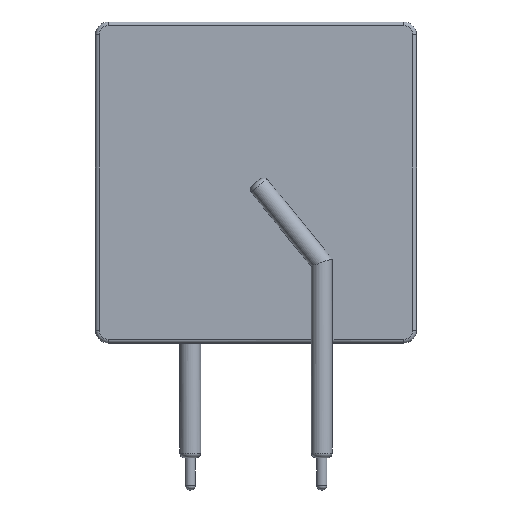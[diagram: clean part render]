
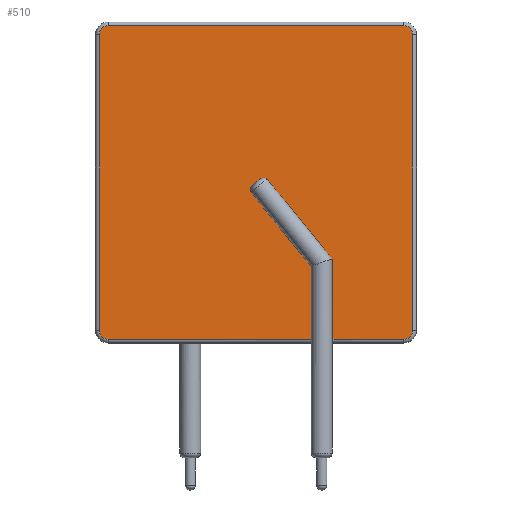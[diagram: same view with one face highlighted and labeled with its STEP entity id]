
A CAD part, front view. The second image highlights one B-rep face of the part: STEP entity #510.
In plain terms, the highlighted planar face has unit normal (0, -1, 0).
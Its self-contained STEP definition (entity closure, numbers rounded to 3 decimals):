
#128 = VERTEX_POINT('',#129);
#129 = CARTESIAN_POINT('',(17.265,-1.52,32.8));
#136 = EDGE_CURVE('',#128,#137,#139,.T.);
#137 = VERTEX_POINT('',#138);
#138 = CARTESIAN_POINT('',(17.265,-1.52,9.9));
#139 = LINE('',#140,#141);
#140 = CARTESIAN_POINT('',(17.265,-1.52,32.8));
#141 = VECTOR('',#142,1.);
#142 = DIRECTION('',(0.,0.,-1.));
#222 = VERTEX_POINT('',#223);
#223 = CARTESIAN_POINT('',(16.55,-1.52,9.185));
#230 = EDGE_CURVE('',#137,#222,#231,.T.);
#231 = CIRCLE('',#232,0.715);
#232 = AXIS2_PLACEMENT_3D('',#233,#234,#235);
#233 = CARTESIAN_POINT('',(16.55,-1.52,9.9));
#234 = DIRECTION('',(0.,1.,0.));
#235 = DIRECTION('',(1.,0.,0.));
#489 = VERTEX_POINT('',#490);
#490 = CARTESIAN_POINT('',(16.55,-1.52,33.515));
#499 = EDGE_CURVE('',#489,#128,#500,.T.);
#500 = CIRCLE('',#501,0.715);
#501 = AXIS2_PLACEMENT_3D('',#502,#503,#504);
#502 = CARTESIAN_POINT('',(16.55,-1.52,32.8));
#503 = DIRECTION('',(0.,1.,0.));
#504 = DIRECTION('',(0.,0.,1.));
#510 = ADVANCED_FACE('',(#511),#657,.T.);
#511 = FACE_BOUND('',#512,.T.);
#512 = EDGE_LOOP('',(#513,#514,#522,#531,#539,#548,#556,#564,#573,#582,
#603,#611,#632,#641,#649,#655,#656));
#513 = ORIENTED_EDGE('',*,*,#499,.F.);
#514 = ORIENTED_EDGE('',*,*,#515,.F.);
#515 = EDGE_CURVE('',#516,#489,#518,.T.);
#516 = VERTEX_POINT('',#517);
#517 = CARTESIAN_POINT('',(-6.35,-1.52,33.515));
#518 = LINE('',#519,#520);
#519 = CARTESIAN_POINT('',(-6.35,-1.52,33.515));
#520 = VECTOR('',#521,1.);
#521 = DIRECTION('',(1.,0.,0.));
#522 = ORIENTED_EDGE('',*,*,#523,.F.);
#523 = EDGE_CURVE('',#524,#516,#526,.T.);
#524 = VERTEX_POINT('',#525);
#525 = CARTESIAN_POINT('',(-7.065,-1.52,32.8));
#526 = CIRCLE('',#527,0.715);
#527 = AXIS2_PLACEMENT_3D('',#528,#529,#530);
#528 = CARTESIAN_POINT('',(-6.35,-1.52,32.8));
#529 = DIRECTION('',(0.,1.,0.));
#530 = DIRECTION('',(-1.,0.,0.));
#531 = ORIENTED_EDGE('',*,*,#532,.F.);
#532 = EDGE_CURVE('',#533,#524,#535,.T.);
#533 = VERTEX_POINT('',#534);
#534 = CARTESIAN_POINT('',(-7.065,-1.52,9.9));
#535 = LINE('',#536,#537);
#536 = CARTESIAN_POINT('',(-7.065,-1.52,9.9));
#537 = VECTOR('',#538,1.);
#538 = DIRECTION('',(0.,0.,1.));
#539 = ORIENTED_EDGE('',*,*,#540,.F.);
#540 = EDGE_CURVE('',#541,#533,#543,.T.);
#541 = VERTEX_POINT('',#542);
#542 = CARTESIAN_POINT('',(-6.35,-1.52,9.185));
#543 = CIRCLE('',#544,0.715);
#544 = AXIS2_PLACEMENT_3D('',#545,#546,#547);
#545 = CARTESIAN_POINT('',(-6.35,-1.52,9.9));
#546 = DIRECTION('',(0.,1.,0.));
#547 = DIRECTION('',(0.,0.,-1.));
#548 = ORIENTED_EDGE('',*,*,#549,.F.);
#549 = EDGE_CURVE('',#550,#541,#552,.T.);
#550 = VERTEX_POINT('',#551);
#551 = CARTESIAN_POINT('',(9.485,-1.52,9.185));
#552 = LINE('',#553,#554);
#553 = CARTESIAN_POINT('',(16.55,-1.52,9.185));
#554 = VECTOR('',#555,1.);
#555 = DIRECTION('',(-1.,0.,0.));
#556 = ORIENTED_EDGE('',*,*,#557,.F.);
#557 = EDGE_CURVE('',#558,#550,#560,.T.);
#558 = VERTEX_POINT('',#559);
#559 = CARTESIAN_POINT('',(9.485,-1.52,14.855));
#560 = LINE('',#561,#562);
#561 = CARTESIAN_POINT('',(9.485,-1.52,0.));
#562 = VECTOR('',#563,1.);
#563 = DIRECTION('',(0.,0.,-1.));
#564 = ORIENTED_EDGE('',*,*,#565,.F.);
#565 = EDGE_CURVE('',#566,#558,#568,.T.);
#566 = VERTEX_POINT('',#567);
#567 = CARTESIAN_POINT('',(7.105,-1.52,17.653));
#568 = ELLIPSE('',#569,10.488,0.81);
#569 = AXIS2_PLACEMENT_3D('',#570,#571,#572);
#570 = CARTESIAN_POINT('',(7.105,-1.52,18.931));
#571 = DIRECTION('',(0.,-1.,0.));
#572 = DIRECTION('',(0.631,0.,-0.776));
#573 = ORIENTED_EDGE('',*,*,#574,.F.);
#574 = EDGE_CURVE('',#575,#566,#577,.T.);
#575 = VERTEX_POINT('',#576);
#576 = CARTESIAN_POINT('',(4.753,-1.52,20.585));
#577 = ELLIPSE('',#578,10.488,0.81);
#578 = AXIS2_PLACEMENT_3D('',#579,#580,#581);
#579 = CARTESIAN_POINT('',(7.105,-1.52,18.931));
#580 = DIRECTION('',(0.,-1.,0.));
#581 = DIRECTION('',(0.631,0.,-0.776));
#582 = ORIENTED_EDGE('',*,*,#583,.T.);
#583 = EDGE_CURVE('',#575,#584,#586,.T.);
#584 = VERTEX_POINT('',#585);
#585 = CARTESIAN_POINT('',(4.84,-1.52,21.131));
#586 = B_SPLINE_CURVE_WITH_KNOTS('',8,(#587,#588,#589,#590,#591,#592,
#593,#594,#595,#596,#597,#598,#599,#600,#601,#602),.UNSPECIFIED.,.F.
,.F.,(9,7,9),(0.,0.822,1.),.UNSPECIFIED.);
#587 = CARTESIAN_POINT('',(4.753,-1.52,20.585));
#588 = CARTESIAN_POINT('',(4.715,-1.52,20.634));
#589 = CARTESIAN_POINT('',(4.687,-1.52,20.69));
#590 = CARTESIAN_POINT('',(4.67,-1.52,20.752));
#591 = CARTESIAN_POINT('',(4.665,-1.52,20.817));
#592 = CARTESIAN_POINT('',(4.672,-1.52,20.882));
#593 = CARTESIAN_POINT('',(4.692,-1.52,20.944));
#594 = CARTESIAN_POINT('',(4.723,-1.52,21.001));
#595 = CARTESIAN_POINT('',(4.771,-1.52,21.063));
#596 = CARTESIAN_POINT('',(4.779,-1.52,21.074));
#597 = CARTESIAN_POINT('',(4.789,-1.52,21.084));
#598 = CARTESIAN_POINT('',(4.798,-1.52,21.095));
#599 = CARTESIAN_POINT('',(4.808,-1.52,21.104));
#600 = CARTESIAN_POINT('',(4.818,-1.52,21.114));
#601 = CARTESIAN_POINT('',(4.829,-1.52,21.123));
#602 = CARTESIAN_POINT('',(4.84,-1.52,21.131));
#603 = ORIENTED_EDGE('',*,*,#604,.F.);
#604 = EDGE_CURVE('',#605,#584,#607,.T.);
#605 = VERTEX_POINT('',#606);
#606 = CARTESIAN_POINT('',(5.413,-1.52,21.598));
#607 = LINE('',#608,#609);
#608 = CARTESIAN_POINT('',(5.115,-1.52,21.355));
#609 = VECTOR('',#610,1.);
#610 = DIRECTION('',(-0.776,0.,-0.631));
#611 = ORIENTED_EDGE('',*,*,#612,.F.);
#612 = EDGE_CURVE('',#613,#605,#615,.T.);
#613 = VERTEX_POINT('',#614);
#614 = CARTESIAN_POINT('',(5.965,-1.52,21.571));
#615 = B_SPLINE_CURVE_WITH_KNOTS('',8,(#616,#617,#618,#619,#620,#621,
#622,#623,#624,#625,#626,#627,#628,#629,#630,#631),.UNSPECIFIED.,.F.
,.F.,(9,7,9),(0.,0.822,1.),.UNSPECIFIED.);
#616 = CARTESIAN_POINT('',(5.965,-1.52,21.571));
#617 = CARTESIAN_POINT('',(5.925,-1.52,21.618));
#618 = CARTESIAN_POINT('',(5.876,-1.52,21.657));
#619 = CARTESIAN_POINT('',(5.819,-1.52,21.687));
#620 = CARTESIAN_POINT('',(5.757,-1.52,21.705));
#621 = CARTESIAN_POINT('',(5.691,-1.52,21.71));
#622 = CARTESIAN_POINT('',(5.626,-1.52,21.704));
#623 = CARTESIAN_POINT('',(5.564,-1.52,21.685));
#624 = CARTESIAN_POINT('',(5.494,-1.52,21.651));
#625 = CARTESIAN_POINT('',(5.481,-1.52,21.645));
#626 = CARTESIAN_POINT('',(5.469,-1.52,21.638));
#627 = CARTESIAN_POINT('',(5.457,-1.52,21.631));
#628 = CARTESIAN_POINT('',(5.446,-1.52,21.623));
#629 = CARTESIAN_POINT('',(5.435,-1.52,21.615));
#630 = CARTESIAN_POINT('',(5.424,-1.52,21.606));
#631 = CARTESIAN_POINT('',(5.413,-1.52,21.598));
#632 = ORIENTED_EDGE('',*,*,#633,.F.);
#633 = EDGE_CURVE('',#634,#613,#636,.T.);
#634 = VERTEX_POINT('',#635);
#635 = CARTESIAN_POINT('',(10.915,-1.52,15.362));
#636 = ELLIPSE('',#637,10.488,0.81);
#637 = AXIS2_PLACEMENT_3D('',#638,#639,#640);
#638 = CARTESIAN_POINT('',(7.105,-1.52,18.931));
#639 = DIRECTION('',(0.,-1.,0.));
#640 = DIRECTION('',(0.631,0.,-0.776));
#641 = ORIENTED_EDGE('',*,*,#642,.T.);
#642 = EDGE_CURVE('',#634,#643,#645,.T.);
#643 = VERTEX_POINT('',#644);
#644 = CARTESIAN_POINT('',(10.915,-1.52,9.185));
#645 = LINE('',#646,#647);
#646 = CARTESIAN_POINT('',(10.915,-1.52,0.));
#647 = VECTOR('',#648,1.);
#648 = DIRECTION('',(0.,0.,-1.));
#649 = ORIENTED_EDGE('',*,*,#650,.F.);
#650 = EDGE_CURVE('',#222,#643,#651,.T.);
#651 = LINE('',#652,#653);
#652 = CARTESIAN_POINT('',(16.55,-1.52,9.185));
#653 = VECTOR('',#654,1.);
#654 = DIRECTION('',(-1.,0.,0.));
#655 = ORIENTED_EDGE('',*,*,#230,.F.);
#656 = ORIENTED_EDGE('',*,*,#136,.F.);
#657 = PLANE('',#658);
#658 = AXIS2_PLACEMENT_3D('',#659,#660,#661);
#659 = CARTESIAN_POINT('',(5.1,-1.52,21.35));
#660 = DIRECTION('',(0.,-1.,0.));
#661 = DIRECTION('',(0.,0.,-1.));
